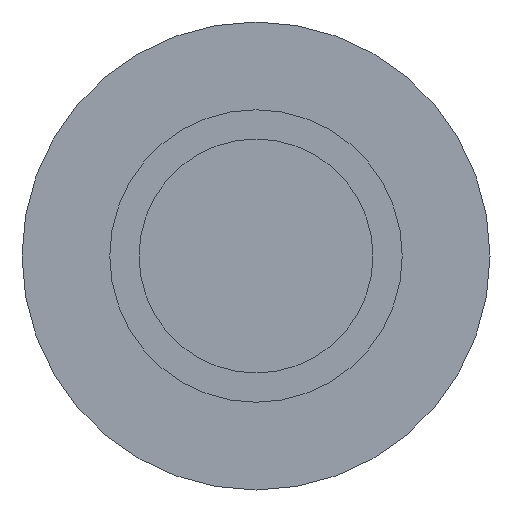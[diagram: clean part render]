
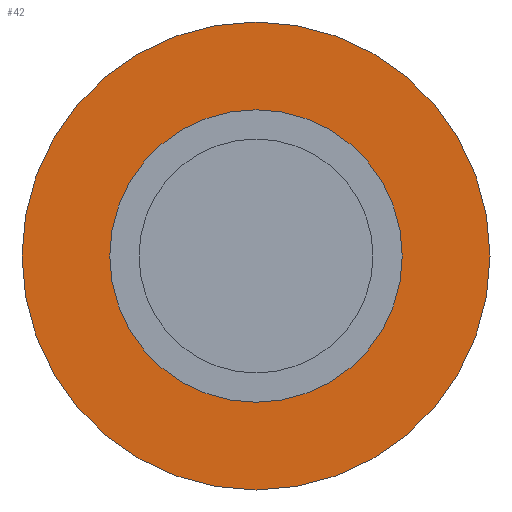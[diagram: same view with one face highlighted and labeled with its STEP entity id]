
A CAD part, left-side view. The second image highlights one B-rep face of the part: STEP entity #42.
In plain terms, the highlighted planar face has unit normal (-1, 0, 0).
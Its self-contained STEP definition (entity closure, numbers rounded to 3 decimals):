
#21=FACE_BOUND('',#82,.F.);
#27=PLANE('',#357);
#42=ADVANCED_FACE('',(#21,#61),#27,.T.);
#61=FACE_OUTER_BOUND('',#83,.F.);
#82=EDGE_LOOP('',(#135,#136));
#83=EDGE_LOOP('',(#137,#138));
#135=ORIENTED_EDGE('',*,*,#237,.T.);
#136=ORIENTED_EDGE('',*,*,#225,.T.);
#137=ORIENTED_EDGE('',*,*,#236,.F.);
#138=ORIENTED_EDGE('',*,*,#224,.F.);
#224=EDGE_CURVE('',#280,#279,#256,.T.);
#225=EDGE_CURVE('',#278,#277,#257,.T.);
#236=EDGE_CURVE('',#279,#280,#262,.T.);
#237=EDGE_CURVE('',#277,#278,#263,.T.);
#256=CIRCLE('',#333,8.);
#257=CIRCLE('',#334,5.);
#262=CIRCLE('',#339,8.);
#263=CIRCLE('',#340,5.);
#277=VERTEX_POINT('',#483);
#278=VERTEX_POINT('',#484);
#279=VERTEX_POINT('',#485);
#280=VERTEX_POINT('',#486);
#333=AXIS2_PLACEMENT_3D('',#514,#397,#398);
#334=AXIS2_PLACEMENT_3D('',#515,#399,#400);
#339=AXIS2_PLACEMENT_3D('',#526,#415,#416);
#340=AXIS2_PLACEMENT_3D('',#527,#417,#418);
#357=AXIS2_PLACEMENT_3D('',#546,#453,#454);
#397=DIRECTION('',(-1.,0.,0.));
#398=DIRECTION('',(0.,1.,0.));
#399=DIRECTION('',(-1.,0.,0.));
#400=DIRECTION('',(0.,1.,0.));
#415=DIRECTION('',(-1.,0.,0.));
#416=DIRECTION('',(0.,-1.,0.));
#417=DIRECTION('',(-1.,0.,0.));
#418=DIRECTION('',(0.,-1.,0.));
#453=DIRECTION('',(-1.,0.,0.));
#454=DIRECTION('',(0.,0.,1.));
#483=CARTESIAN_POINT('',(33.,-5.,0.));
#484=CARTESIAN_POINT('',(33.,5.,0.));
#485=CARTESIAN_POINT('',(33.,-8.,0.));
#486=CARTESIAN_POINT('',(33.,8.,0.));
#514=CARTESIAN_POINT('',(33.,0.,0.));
#515=CARTESIAN_POINT('',(33.,0.,0.));
#526=CARTESIAN_POINT('',(33.,0.,0.));
#527=CARTESIAN_POINT('',(33.,0.,0.));
#546=CARTESIAN_POINT('',(33.,-8.16,-8.16));
